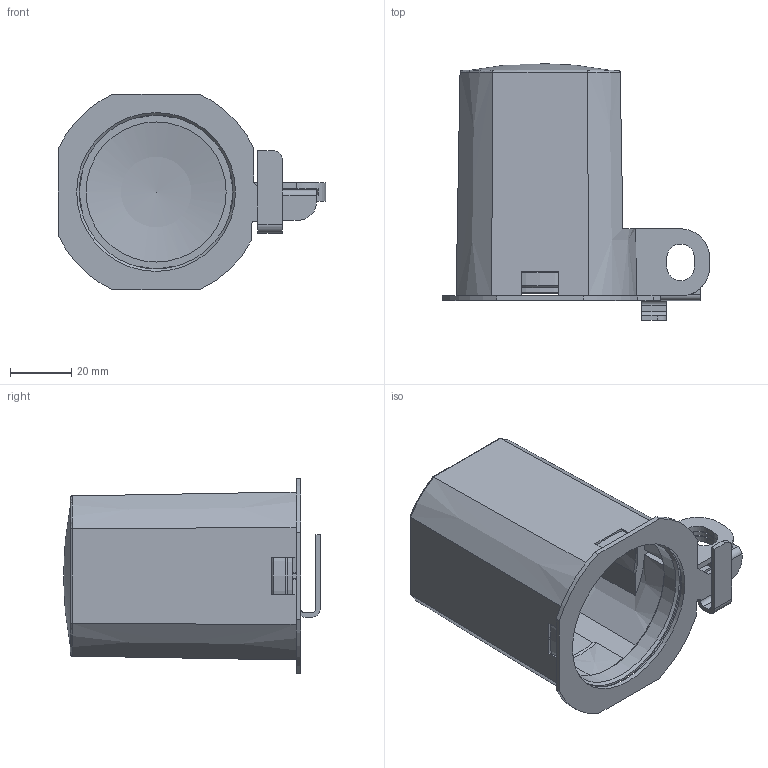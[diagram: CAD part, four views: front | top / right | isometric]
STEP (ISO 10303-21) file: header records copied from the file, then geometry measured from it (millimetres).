
FILE_DESCRIPTION(/* description */ ('STEP AP214'),/* implementation_level */ '2;1');
FILE_NAME(/* name */ '193784_LRVS-D-DI-MAXI',/* time_stamp */ '2024-09-05T01:20:18+02:00',/* author */ ('License CC BY-ND 4.0'),/* organization */ ('CADENAS'),/* preprocessor_version */ 'ST-DEVELOPER v19.3',/* originating_system */ 'PARTsolutions',/* authorisation */ ' ');
FILE_SCHEMA (('AUTOMOTIVE_DESIGN {1 0 10303 214 3 1 1}'));
Length unit declared in the file: millimetre
Products named in the file (4): 193784 LRVS-D-DI-MAXI; 398005 LRVS-D-MIDI_k; 398012 LRVS-D-MIDI M52x1.5; 398009 LRVS-D-DI-MAXI_b
Assembly tree (3 placements, depth 2):
  193784 LRVS-D-DI-MAXI
    398005 LRVS-D-MIDI_k
    398012 LRVS-D-MIDI M52x1.5
    398009 LRVS-D-DI-MAXI_b
Bounding box: 87.5 x 84.1 x 64 mm (x, y, z)
Volume: 36186.2 mm3; surface area: 41249.3 mm2
Topology: 3 solids, 3 shells, 144 faces, 398 edges, 260 vertices
Faces by surface type: plane 64, cylinder 42, cone 32, torus 4, sphere 2
Full cylindrical faces by diameter (mm): 50.376 x1, 52 x1, 53.5 x1, 54.8 x1
Entity records: 4726 total; most frequent: CARTESIAN_POINT 965, ORIENTED_EDGE 770, DIRECTION 768, EDGE_CURVE 385, AXIS2_PLACEMENT_3D 293, VERTEX_POINT 258, LINE 182, VECTOR 182
